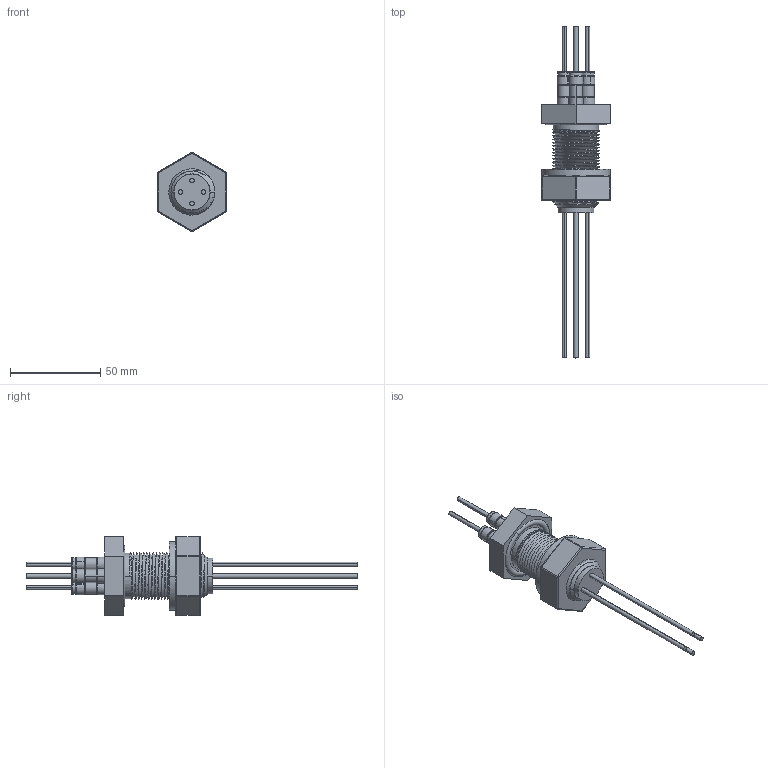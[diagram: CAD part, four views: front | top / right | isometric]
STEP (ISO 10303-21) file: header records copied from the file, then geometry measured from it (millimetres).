
FILE_DESCRIPTION (( 'STEP AP203' ), '1' );
FILE_NAME ('A0528-1-BP.STEP', '2013-08-21T11:15:54', ( '' ), ( '' ), 'SwSTEP 2.0', 'SolidWorks 2012', '' );
FILE_SCHEMA (( 'CONFIG_CONTROL_DESIGN' ));
Length unit declared in the file: inch
Products named in the file (1): A0528-1-BP
Bounding box: 38.1 x 184.15 x 43.99 mm (x, y, z)
Volume: 42023.5 mm3; surface area: 30108.7 mm2
Topology: 1 solids, 6 shells, 472 faces, 1150 edges, 705 vertices
Faces by surface type: cylinder 222, cone 121, plane 77, torus 38, sphere 12, bspline 2
Entity records: 20510 total; most frequent: CARTESIAN_POINT 9432, DIRECTION 2415, ORIENTED_EDGE 2280, EDGE_CURVE 1140, AXIS2_PLACEMENT_3D 1023, VERTEX_POINT 701, CIRCLE 552, EDGE_LOOP 519
